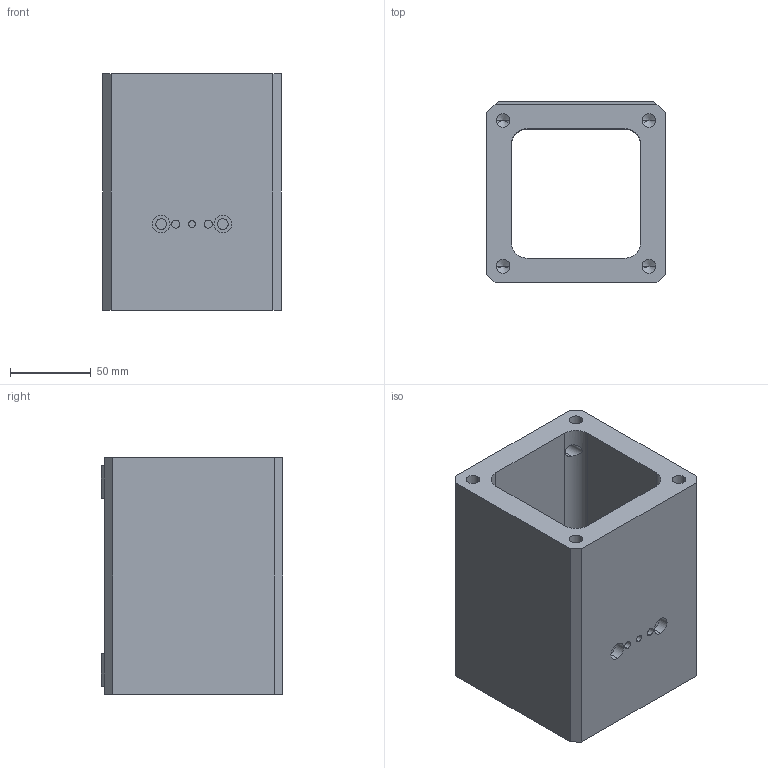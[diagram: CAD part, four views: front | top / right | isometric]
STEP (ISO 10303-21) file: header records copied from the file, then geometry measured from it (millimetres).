
FILE_DESCRIPTION (( 'STEP AP214' ), '1' );
FILE_NAME ('200901-00000.001.0_B_Gehaeuse.STEP', '2012-09-04T18:32:59', ( '' ), ( '' ), 'SwSTEP 2.0', 'SolidWorks 2010', '' );
FILE_SCHEMA (( 'AUTOMOTIVE_DESIGN' ));
Length unit declared in the file: millimetre
Products named in the file (1): 200901-00000.001.0_B_Gehaeuse
Bounding box: 110 x 112 x 146 mm (x, y, z)
Volume: 825550.4 mm3; surface area: 127775.6 mm2
Topology: 1 solids, 1 shells, 86 faces, 222 edges, 132 vertices
Faces by surface type: cylinder 42, plane 28, cone 16
Entity records: 3126 total; most frequent: CARTESIAN_POINT 709, DIRECTION 448, ORIENTED_EDGE 412, EDGE_CURVE 206, AXIS2_PLACEMENT_3D 163, VERTEX_POINT 132, VECTOR 122, LINE 122
